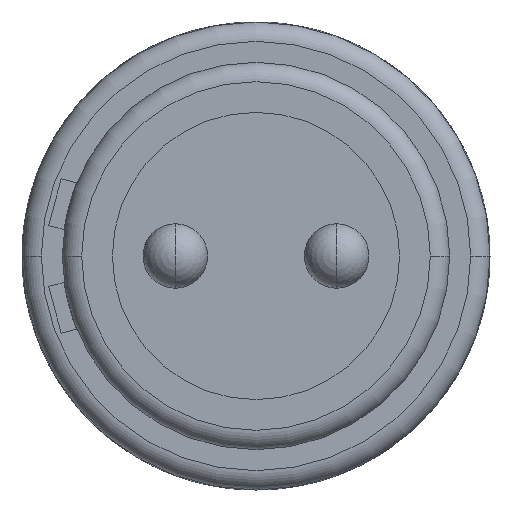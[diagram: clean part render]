
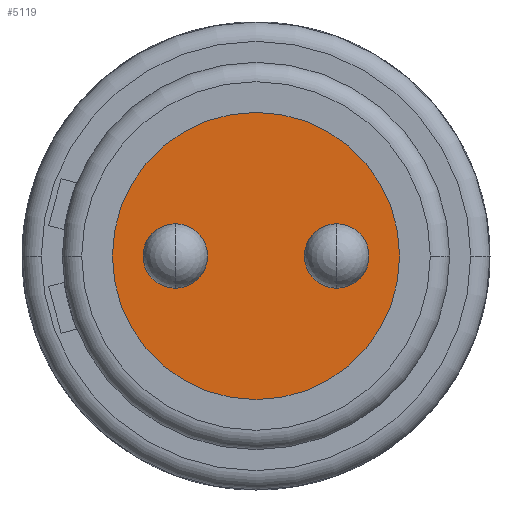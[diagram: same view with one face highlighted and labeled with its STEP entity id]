
A CAD part, left-side view. The second image highlights one B-rep face of the part: STEP entity #5119.
In plain terms, the highlighted planar face has unit normal (-1, 0, 0).
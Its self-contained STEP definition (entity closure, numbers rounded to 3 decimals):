
#1911=CARTESIAN_POINT('',(-2.5,0.,0.));
#1912=DIRECTION('',(-1.,0.,0.));
#1913=DIRECTION('',(0.,1.,0.));
#1914=AXIS2_PLACEMENT_3D('',#1911,#1912,#1913);
#1929=CARTESIAN_POINT('',(-2.5,0.,0.));
#1930=DIRECTION('',(-1.,0.,0.));
#1931=DIRECTION('',(0.,-1.,0.));
#1932=AXIS2_PLACEMENT_3D('',#1929,#1930,#1931);
#2330=CARTESIAN_POINT('',(-2.5,2.5,0.));
#2331=DIRECTION('',(-1.,0.,0.));
#2332=DIRECTION('',(0.,0.,1.));
#2333=AXIS2_PLACEMENT_3D('',#2330,#2331,#2332);
#2335=CARTESIAN_POINT('',(-2.5,2.5,0.));
#2336=DIRECTION('',(-1.,0.,0.));
#2337=DIRECTION('',(0.,0.,-1.));
#2338=AXIS2_PLACEMENT_3D('',#2335,#2336,#2337);
#2340=CARTESIAN_POINT('',(-2.5,-2.5,0.));
#2341=DIRECTION('',(-1.,0.,0.));
#2342=DIRECTION('',(0.,0.,1.));
#2343=AXIS2_PLACEMENT_3D('',#2340,#2341,#2342);
#2345=CARTESIAN_POINT('',(-2.5,-2.5,0.));
#2346=DIRECTION('',(-1.,0.,0.));
#2347=DIRECTION('',(0.,0.,-1.));
#2348=AXIS2_PLACEMENT_3D('',#2345,#2346,#2347);
#2642=CARTESIAN_POINT('',(-2.5,2.5,1.));
#2643=CARTESIAN_POINT('',(-2.5,2.5,-1.));
#2644=VERTEX_POINT('',#2642);
#2645=VERTEX_POINT('',#2643);
#2646=CARTESIAN_POINT('',(-2.5,-2.5,1.));
#2647=CARTESIAN_POINT('',(-2.5,-2.5,-1.));
#2648=VERTEX_POINT('',#2646);
#2649=VERTEX_POINT('',#2647);
#2812=CARTESIAN_POINT('',(-2.5,-4.45,0.));
#2813=CARTESIAN_POINT('',(-2.5,4.45,0.));
#2814=VERTEX_POINT('',#2812);
#2815=VERTEX_POINT('',#2813);
#5098=CARTESIAN_POINT('',(-2.5,0.,0.));
#5099=DIRECTION('',(1.,0.,0.));
#5100=DIRECTION('',(0.,0.,-1.));
#5101=AXIS2_PLACEMENT_3D('',#5098,#5099,#5100);
#5102=PLANE('',#5101);
#5103=ORIENTED_EDGE('',*,*,#4449,.F.);
#5104=ORIENTED_EDGE('',*,*,#4420,.F.);
#5105=EDGE_LOOP('',(#5103,#5104));
#5106=FACE_OUTER_BOUND('',#5105,.F.);
#5108=ORIENTED_EDGE('',*,*,#5107,.T.);
#5110=ORIENTED_EDGE('',*,*,#5109,.T.);
#5111=EDGE_LOOP('',(#5108,#5110));
#5112=FACE_BOUND('',#5111,.F.);
#5114=ORIENTED_EDGE('',*,*,#5113,.T.);
#5116=ORIENTED_EDGE('',*,*,#5115,.T.);
#5117=EDGE_LOOP('',(#5114,#5116));
#5118=FACE_BOUND('',#5117,.F.);
#5119=ADVANCED_FACE('',(#5106,#5112,#5118),#5102,.F.);
#1915=CIRCLE('',#1914,4.45);
#1933=CIRCLE('',#1932,4.45);
#2334=CIRCLE('',#2333,1.);
#2339=CIRCLE('',#2338,1.);
#2344=CIRCLE('',#2343,1.);
#2349=CIRCLE('',#2348,1.);
#4420=EDGE_CURVE('',#2815,#2814,#1915,.T.);
#4449=EDGE_CURVE('',#2814,#2815,#1933,.T.);
#5107=EDGE_CURVE('',#2644,#2645,#2334,.T.);
#5109=EDGE_CURVE('',#2645,#2644,#2339,.T.);
#5113=EDGE_CURVE('',#2648,#2649,#2344,.T.);
#5115=EDGE_CURVE('',#2649,#2648,#2349,.T.);
